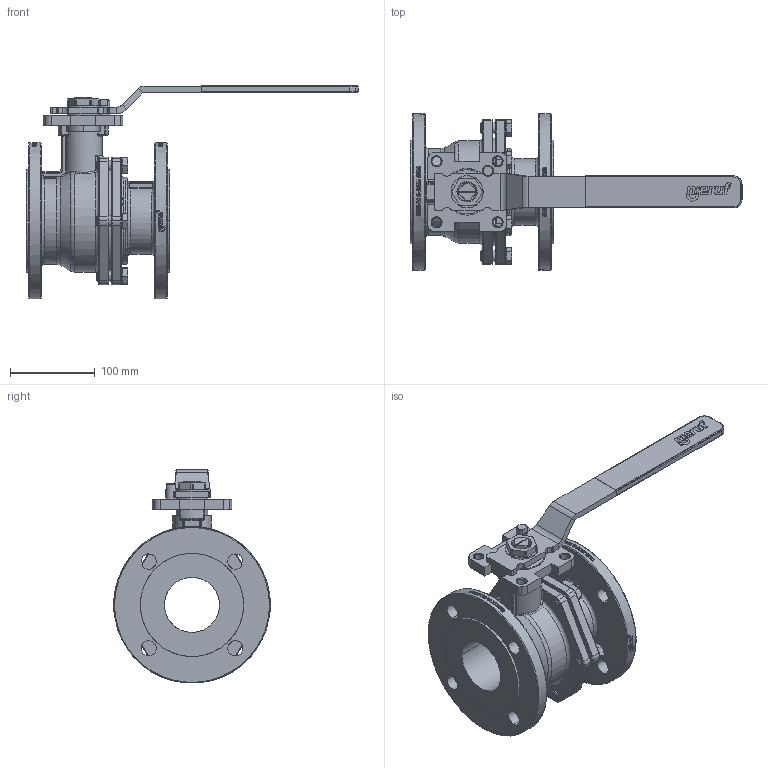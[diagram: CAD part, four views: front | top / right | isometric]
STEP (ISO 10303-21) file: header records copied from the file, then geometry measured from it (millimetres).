
FILE_DESCRIPTION(('HOOPS Exchange Step'),'2;1');
FILE_NAME('FK0600_DN65.stp','2025-08-04T13:20:46+02:00',('nieru'),('Unknown organisation'),'HOOPS Exchange 2024.2','HOOPS Exchange','Unknown authorisation');
FILE_SCHEMA( ('AP203_CONFIGURATION_CONTROLLED_3D_DESIGN_OF_MECHANICAL_PARTS_AND_ASSEMBLIES_MIM_LF') );
Length unit declared in the file: millimetre
Products named in the file (2): 0; root
Assembly tree (1 placements, depth 2):
  root
    0
Bounding box: 392.5 x 185 x 252.99 mm (x, y, z)
Volume: 2019290.7 mm3; surface area: 299371.8 mm2
Topology: 1 solids, 1 shells, 1777 faces, 4721 edges, 3030 vertices
Faces by surface type: bspline 618, plane 564, cylinder 425, torus 84, cone 80, sphere 6
Full cylindrical faces by diameter (mm): 185 x2
Entity records: 127169 total; most frequent: CARTESIAN_POINT 88855, ORIENTED_EDGE 9438, DIRECTION 5181, EDGE_CURVE 4719, VERTEX_POINT 3030, B_SPLINE_CURVE_WITH_KNOTS 2361, EDGE_LOOP 1923, FACE_BOUND 1923
